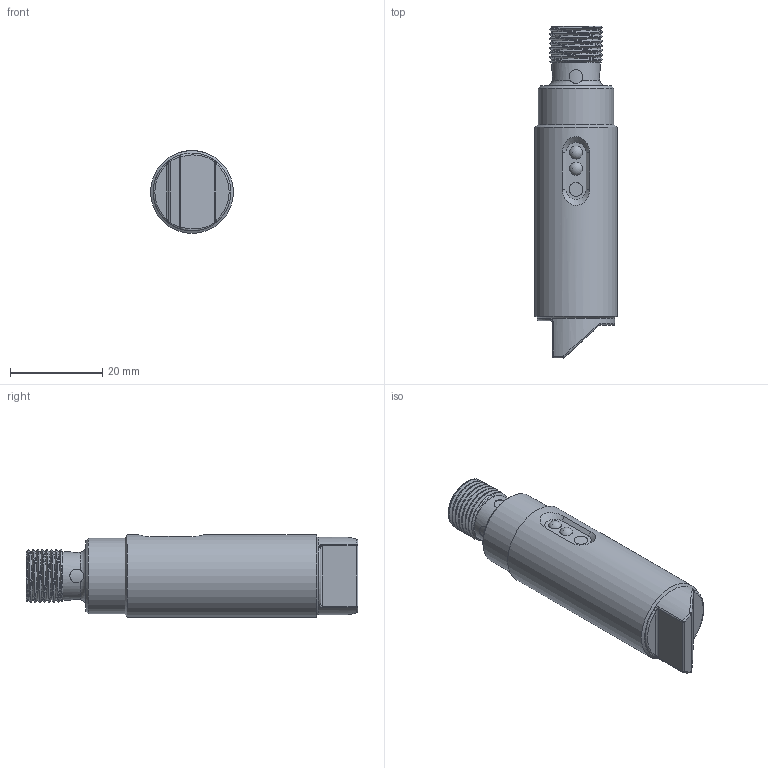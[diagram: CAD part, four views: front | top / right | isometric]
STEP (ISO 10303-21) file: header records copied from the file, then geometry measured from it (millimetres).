
FILE_DESCRIPTION (( 'STEP AP214' ), '1' );
FILE_NAME ('C18D-0N-2E.STEP', '2018-04-19T20:21:38', ( '' ), ( '' ), 'SwSTEP 2.0', 'SolidWorks 2017', '' );
FILE_SCHEMA (( 'AUTOMOTIVE_DESIGN' ));
Length unit declared in the file: inch
Products named in the file (1): C18D-0N-2E
Bounding box: 18 x 72.1 x 18 mm (x, y, z)
Volume: 14504.1 mm3; surface area: 5905 mm2
Topology: 4 solids, 5 shells, 90 faces, 218 edges, 134 vertices
Faces by surface type: cylinder 36, plane 21, sphere 11, bspline 9, cone 8, torus 5
Full cylindrical faces by diameter (mm): 1.008 x4, 3 x8, 8.499 x1, 10.551 x1, 15.731 x1, 16.4 x1, 16.901 x1, 18 x1
Entity records: 5779 total; most frequent: CARTESIAN_POINT 2919, DIRECTION 327, ORIENTED_EDGE 292, AXIS2_PLACEMENT_3D 149, EDGE_CURVE 146, EDGE_LOOP 125, FACE_OUTER_BOUND 109, VERTEX_POINT 101
